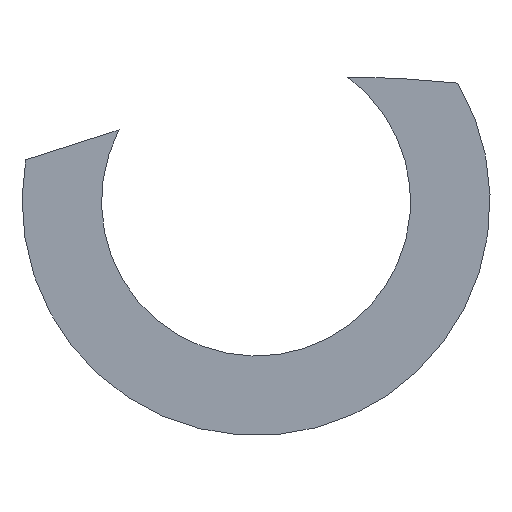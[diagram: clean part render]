
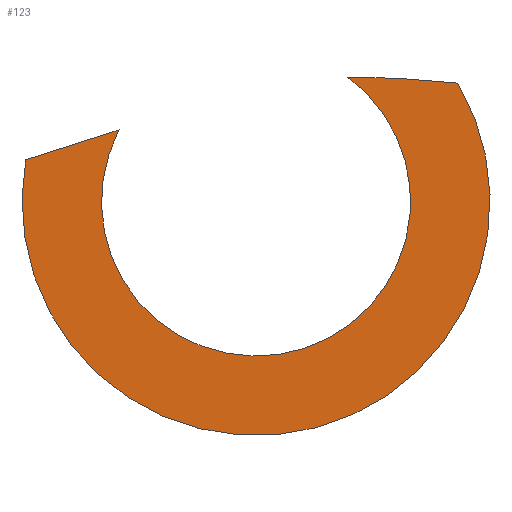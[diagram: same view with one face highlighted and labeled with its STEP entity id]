
A CAD part, left-side view. The second image highlights one B-rep face of the part: STEP entity #123.
In plain terms, the highlighted planar face has unit normal (-1, 0, 0).
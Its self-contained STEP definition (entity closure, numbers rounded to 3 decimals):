
#19=PLANE('',#136);
#26=FACE_OUTER_BOUND('',#33,.T.);
#33=EDGE_LOOP('',(#110,#111,#112,#113,#114));
#34=CIRCLE('',#127,5.5);
#37=CIRCLE('',#134,8.328);
#42=LINE('',#187,#53);
#46=LINE('',#198,#57);
#48=LINE('',#203,#59);
#53=VECTOR('',#151,10.);
#57=VECTOR('',#161,10.);
#59=VECTOR('',#169,10.);
#60=VERTEX_POINT('',#174);
#62=VERTEX_POINT('',#177);
#65=VERTEX_POINT('',#185);
#68=VERTEX_POINT('',#195);
#69=VERTEX_POINT('',#197);
#71=EDGE_CURVE('',#62,#60,#34,.T.);
#76=EDGE_CURVE('',#60,#65,#42,.T.);
#81=EDGE_CURVE('',#69,#68,#46,.T.);
#83=EDGE_CURVE('',#65,#69,#37,.T.);
#84=EDGE_CURVE('',#68,#62,#48,.T.);
#110=ORIENTED_EDGE('',*,*,#71,.T.);
#111=ORIENTED_EDGE('',*,*,#76,.T.);
#112=ORIENTED_EDGE('',*,*,#83,.T.);
#113=ORIENTED_EDGE('',*,*,#81,.T.);
#114=ORIENTED_EDGE('',*,*,#84,.T.);
#123=ADVANCED_FACE('',(#26),#19,.T.);
#127=AXIS2_PLACEMENT_3D('',#178,#142,#143);
#134=AXIS2_PLACEMENT_3D('',#201,#165,#166);
#136=AXIS2_PLACEMENT_3D('',#204,#170,#171);
#142=DIRECTION('center_axis',(1.,0.,0.));
#143=DIRECTION('ref_axis',(0.,1.,0.));
#151=DIRECTION('',(0.,0.952,-0.306));
#161=DIRECTION('',(0.,0.997,0.079));
#165=DIRECTION('center_axis',(-1.,0.,0.));
#166=DIRECTION('ref_axis',(0.,0.984,0.178));
#169=DIRECTION('',(0.,1.,0.024));
#170=DIRECTION('center_axis',(-1.,0.,0.));
#171=DIRECTION('ref_axis',(0.,-1.,0.));
#174=CARTESIAN_POINT('',(84.892,-4.871,73.07));
#177=CARTESIAN_POINT('',(84.892,-13.013,74.951));
#178=CARTESIAN_POINT('Origin',(84.892,-9.747,70.525));
#185=CARTESIAN_POINT('',(84.892,-1.551,72.004));
#187=CARTESIAN_POINT('',(84.892,-1.551,72.004));
#195=CARTESIAN_POINT('',(84.892,-14.804,74.907));
#197=CARTESIAN_POINT('',(84.892,-16.931,74.738));
#198=CARTESIAN_POINT('',(84.892,-14.891,74.9));
#201=CARTESIAN_POINT('Origin',(84.892,-9.747,70.525));
#203=CARTESIAN_POINT('',(84.892,-14.638,74.911));
#204=CARTESIAN_POINT('Origin',(84.892,-9.747,68.599));
